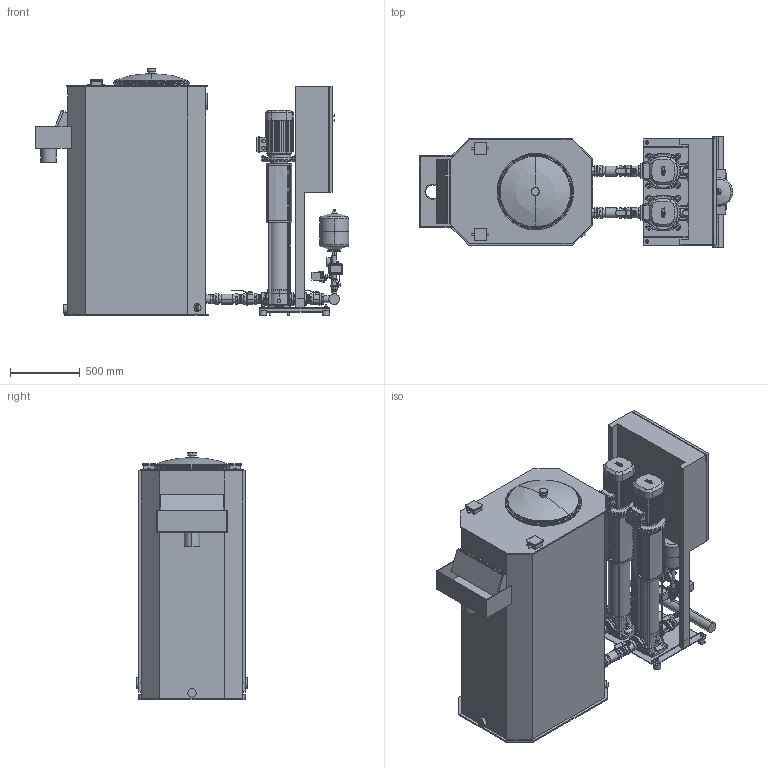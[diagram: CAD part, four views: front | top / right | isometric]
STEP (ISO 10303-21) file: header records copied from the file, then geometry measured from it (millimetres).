
FILE_DESCRIPTION((''),'2;1');
FILE_NAME('3d_FLACompact-2HELIXV1610DS16-2540136.stp','2016-01-25T12:57:52',(''),(''),'Mechanical Desktop 2009','Mechanical Desktop 2009',', , ');
FILE_SCHEMA(('CONFIG_CONTROL_DESIGN'));
Length unit declared in the file: millimetre
Products named in the file (1): Product
Bounding box: 2243 x 800 x 1775 mm (x, y, z)
Volume: 1345575531 mm3; surface area: 17345494.1 mm2
Topology: 129 solids, 129 shells, 5003 faces, 12974 edges, 8411 vertices
Faces by surface type: plane 2348, bspline 1481, cylinder 859, cone 193, torus 112, sphere 10
Entity records: 164016 total; most frequent: CARTESIAN_POINT 42589, ORIENTED_EDGE 25948, DIRECTION 23355, EDGE_CURVE 12974, VECTOR 8757, LINE 8757, VERTEX_POINT 8411, AXIS2_PLACEMENT_3D 7299
